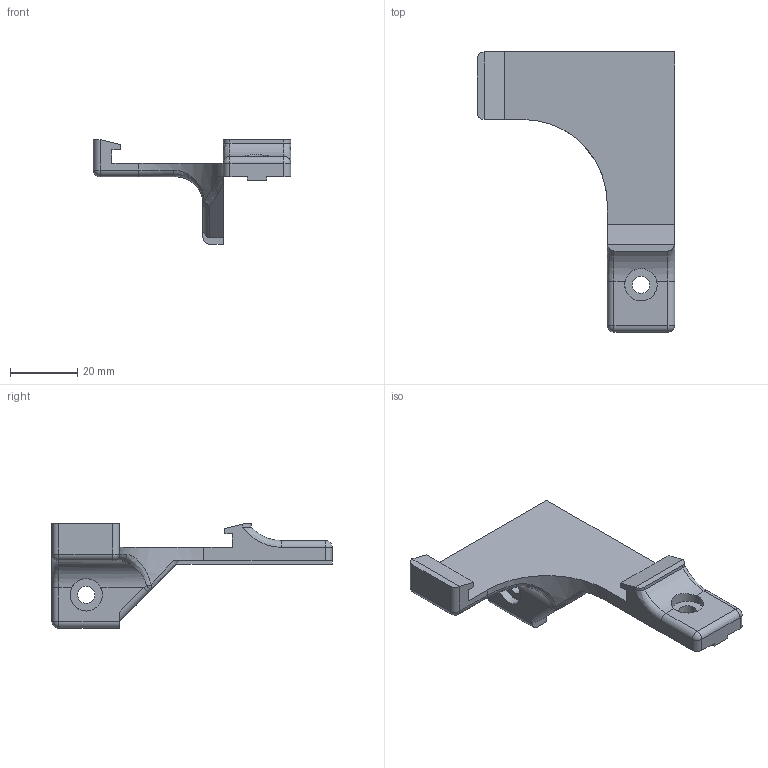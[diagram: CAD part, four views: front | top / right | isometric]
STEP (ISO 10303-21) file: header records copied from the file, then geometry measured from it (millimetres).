
FILE_DESCRIPTION(/* description */ (''),/* implementation_level */ '2;1');
FILE_NAME(/* name */ 'bed back left.step',/* time_stamp */ '2021-02-22T01:25:57-05:00',/* author */ (''),/* organization */ (''),/* preprocessor_version */ 'ST-DEVELOPER v18.1',/* originating_system */ 'Autodesk Translation Framework v9.7.1.1290',/* authorisation */ '');
FILE_SCHEMA (('AUTOMOTIVE_DESIGN { 1 0 10303 214 3 1 1 }'));
Length unit declared in the file: millimetre
Products named in the file (1): bed back left
Bounding box: 58.5 x 83 x 31 mm (x, y, z)
Volume: 16480.8 mm3; surface area: 8533.2 mm2
Topology: 1 solids, 1 shells, 70 faces, 175 edges, 107 vertices
Faces by surface type: plane 32, cylinder 23, sphere 6, bspline 5, torus 4
Full cylindrical faces by diameter (mm): 5.1 x2, 9.6 x2
Entity records: 2293 total; most frequent: CARTESIAN_POINT 570, DIRECTION 355, ORIENTED_EDGE 350, EDGE_CURVE 175, AXIS2_PLACEMENT_3D 126, VERTEX_POINT 107, LINE 103, VECTOR 103
